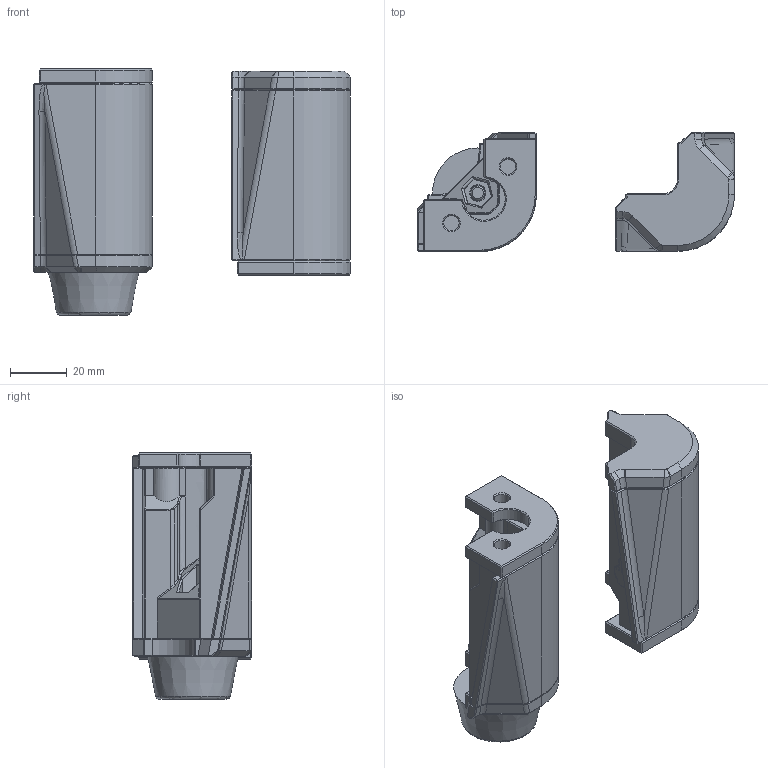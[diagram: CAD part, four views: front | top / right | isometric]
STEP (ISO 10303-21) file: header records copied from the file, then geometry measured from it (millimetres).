
FILE_DESCRIPTION(/* description */ (''),/* implementation_level */ '2;1');
FILE_NAME(/* name */ 'RoundedCorners.step',/* time_stamp */ '2021-08-26T00:15:26-04:00',/* author */ (''),/* organization */ (''),/* preprocessor_version */ 'ST-DEVELOPER v18.1',/* originating_system */ 'Autodesk Translation Framework v10.9.0.1377',/* authorisation */ '');
FILE_SCHEMA (('AUTOMOTIVE_DESIGN { 1 0 10303 214 3 1 1 }'));
Length unit declared in the file: millimetre
Products named in the file (7): RoundedCorners; UpperCorner (1); LowerCorner; MISUMI C-30-RK-3215 Foot v1; Hardware; M5-Nut; M5x30 BHCS v2
Assembly tree (6 placements, depth 4):
  RoundedCorners
    UpperCorner (1)
    LowerCorner
      MISUMI C-30-RK-3215 Foot v1
      Hardware
        M5-Nut
        M5x30 BHCS v2
Bounding box: 112.1 x 42.1 x 87 mm (x, y, z)
Volume: 124616.9 mm3; surface area: 44396.6 mm2
Topology: 9 solids, 9 shells, 792 faces, 2006 edges, 1247 vertices
Faces by surface type: plane 408, bspline 238, cylinder 78, cone 66, sphere 1, torus 1
Full cylindrical faces by diameter (mm): 5 x10, 5.4 x11, 9.5 x5, 14 x1
Entity records: 28523 total; most frequent: CARTESIAN_POINT 10624, ORIENTED_EDGE 4006, DIRECTION 3057, EDGE_CURVE 2003, LINE 1295, VECTOR 1295, VERTEX_POINT 1247, AXIS2_PLACEMENT_3D 881
